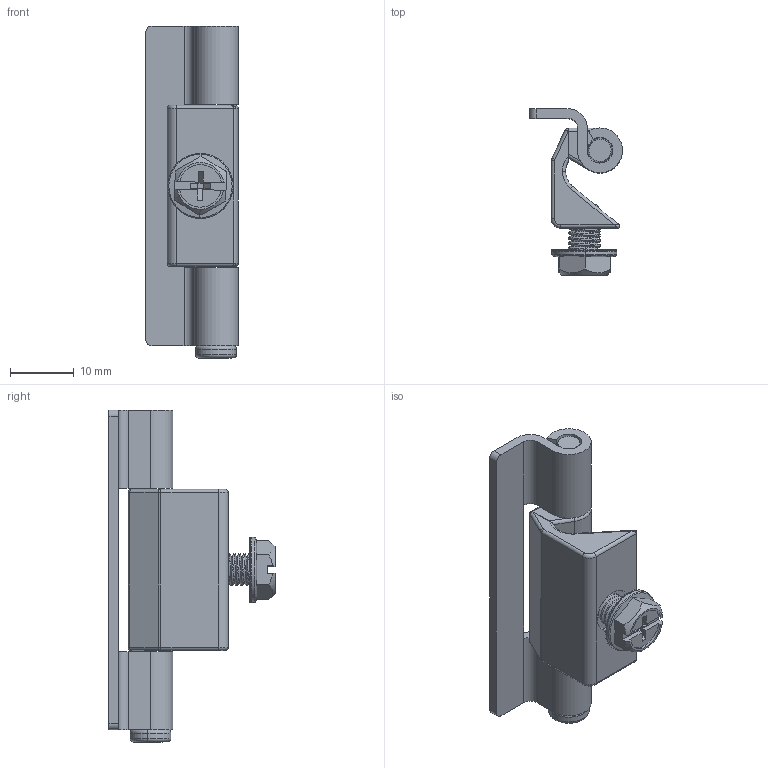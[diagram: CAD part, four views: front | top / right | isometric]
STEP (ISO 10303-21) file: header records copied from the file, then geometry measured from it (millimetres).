
FILE_DESCRIPTION (( 'STEP AP203' ), '1' );
FILE_NAME ('MG03.1.1.STEP', '2022-06-07T10:19:36', ( '' ), ( '' ), 'SwSTEP 2.0', 'SolidWorks 2021', '' );
FILE_SCHEMA (( 'CONFIG_CONTROL_DESIGN' ));
Length unit declared in the file: millimetre
Products named in the file (1): MG03.1.1
Bounding box: 14.5 x 25.99 x 51.9 mm (x, y, z)
Surface area: 4331.5 mm2 (no closed solid volume)
Topology: 0 solids, 7 shells, 259 faces, 719 edges, 443 vertices
Faces by surface type: plane 103, cylinder 78, torus 40, bspline 25, cone 11, sphere 2
Entity records: 9415 total; most frequent: CARTESIAN_POINT 3130, ORIENTED_EDGE 1317, DIRECTION 1239, EDGE_CURVE 715, VERTEX_POINT 443, AXIS2_PLACEMENT_3D 431, VECTOR 377, LINE 377
